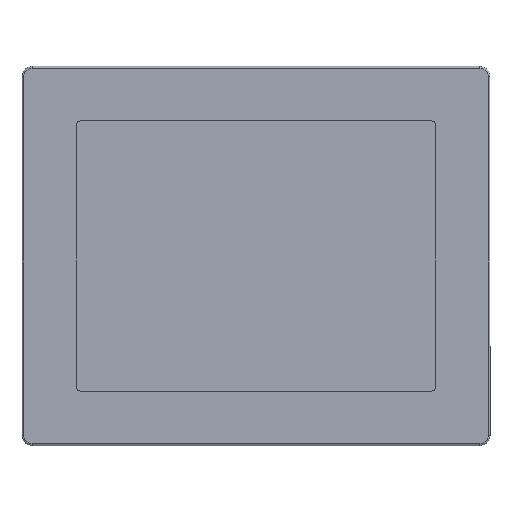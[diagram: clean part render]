
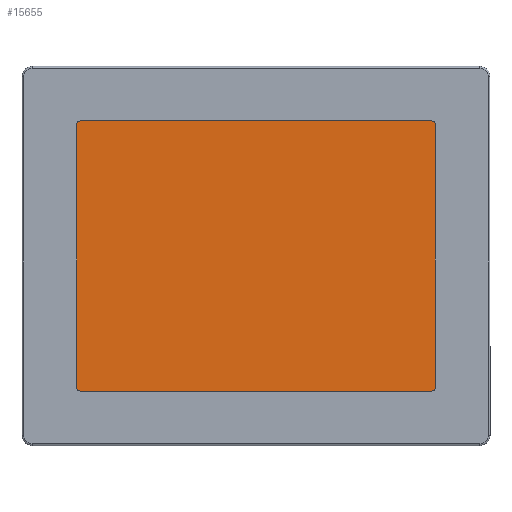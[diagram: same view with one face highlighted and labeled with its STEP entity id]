
A CAD part, top view. The second image highlights one B-rep face of the part: STEP entity #15655.
In plain terms, the highlighted planar face has unit normal (0, 0, 1).
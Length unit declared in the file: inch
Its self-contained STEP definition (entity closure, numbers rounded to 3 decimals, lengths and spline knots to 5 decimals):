
#795 = CARTESIAN_POINT ( 'NONE',  ( 5.9375, 4.5625, 0.141 ) ) ;
#2085 = DIRECTION ( 'NONE',  ( -1., 0., 0. ) ) ;
#2180 = ORIENTED_EDGE ( 'NONE', *, *, #33810, .T. ) ;
#3184 = CARTESIAN_POINT ( 'NONE',  ( 0., 0., 0.141 ) ) ;
#3216 = VECTOR ( 'NONE', #27103, 39.37008 ) ;
#3427 = VERTEX_POINT ( 'NONE', #19736 ) ;
#3583 = CARTESIAN_POINT ( 'NONE',  ( -6.0625, -4.4375, 0.141 ) ) ;
#3630 = EDGE_CURVE ( 'NONE', #28346, #11622, #18501, .T. ) ;
#3646 = CIRCLE ( 'NONE', #4756, 0.125 ) ;
#3675 = DIRECTION ( 'NONE',  ( 0., 1., 0. ) ) ;
#3912 = DIRECTION ( 'NONE',  ( 1., 0., 0. ) ) ;
#4485 = DIRECTION ( 'NONE',  ( 1., 0., 0. ) ) ;
#4756 = AXIS2_PLACEMENT_3D ( 'NONE', #18699, #18578, #11029 ) ;
#5428 = EDGE_CURVE ( 'NONE', #22358, #28346, #32808, .T. ) ;
#7544 = CIRCLE ( 'NONE', #25916, 0.125 ) ;
#8527 = CARTESIAN_POINT ( 'NONE',  ( -6.0625, 4.4375, 0.141 ) ) ;
#8761 = ORIENTED_EDGE ( 'NONE', *, *, #5428, .T. ) ;
#9962 = FACE_OUTER_BOUND ( 'NONE', #34909, .T. ) ;
#11021 = ORIENTED_EDGE ( 'NONE', *, *, #22270, .T. ) ;
#11029 = DIRECTION ( 'NONE',  ( 1., 0., 0. ) ) ;
#11622 = VERTEX_POINT ( 'NONE', #12144 ) ;
#11751 = VERTEX_POINT ( 'NONE', #16669 ) ;
#12144 = CARTESIAN_POINT ( 'NONE',  ( -5.9375, -4.5625, 0.141 ) ) ;
#12566 = ORIENTED_EDGE ( 'NONE', *, *, #3630, .T. ) ;
#12731 = CARTESIAN_POINT ( 'NONE',  ( 6.0625, -4.5625, 0.141 ) ) ;
#13195 = EDGE_CURVE ( 'NONE', #11622, #22511, #31042, .T. ) ;
#14317 = AXIS2_PLACEMENT_3D ( 'NONE', #28558, #26073, #31292 ) ;
#15655 = ADVANCED_FACE ( 'NONE', ( #9962 ), #32836, .T. ) ;
#15849 = AXIS2_PLACEMENT_3D ( 'NONE', #3184, #17083, #16736 ) ;
#16669 = CARTESIAN_POINT ( 'NONE',  ( 6.0625, 4.4375, 0.141 ) ) ;
#16736 = DIRECTION ( 'NONE',  ( 1., 0., 0. ) ) ;
#17083 = DIRECTION ( 'NONE',  ( 0., 0., 1. ) ) ;
#18162 = ORIENTED_EDGE ( 'NONE', *, *, #27375, .T. ) ;
#18501 = CIRCLE ( 'NONE', #26224, 0.125 ) ;
#18578 = DIRECTION ( 'NONE',  ( 0., 0., 1. ) ) ;
#18699 = CARTESIAN_POINT ( 'NONE',  ( 5.9375, -4.4375, 0.141 ) ) ;
#18844 = DIRECTION ( 'NONE',  ( 1., 0., 0. ) ) ;
#18902 = CIRCLE ( 'NONE', #14317, 0.125 ) ;
#19339 = EDGE_CURVE ( 'NONE', #3427, #22358, #7544, .T. ) ;
#19736 = CARTESIAN_POINT ( 'NONE',  ( -5.9375, 4.5625, 0.141 ) ) ;
#20862 = CARTESIAN_POINT ( 'NONE',  ( 6.0625, -4.4375, 0.141 ) ) ;
#22270 = EDGE_CURVE ( 'NONE', #22511, #27436, #3646, .T. ) ;
#22358 = VERTEX_POINT ( 'NONE', #8527 ) ;
#22511 = VERTEX_POINT ( 'NONE', #22835 ) ;
#22572 = CARTESIAN_POINT ( 'NONE',  ( -5.9375, -4.4375, 0.141 ) ) ;
#22835 = CARTESIAN_POINT ( 'NONE',  ( 5.9375, -4.5625, 0.141 ) ) ;
#23594 = CARTESIAN_POINT ( 'NONE',  ( 6.0625, 4.5625, 0.141 ) ) ;
#23814 = VECTOR ( 'NONE', #4485, 39.37008 ) ;
#24932 = VERTEX_POINT ( 'NONE', #795 ) ;
#24995 = LINE ( 'NONE', #25172, #33035 ) ;
#25172 = CARTESIAN_POINT ( 'NONE',  ( 6.0625, -4.5625, 0.141 ) ) ;
#25916 = AXIS2_PLACEMENT_3D ( 'NONE', #29884, #27000, #18844 ) ;
#26073 = DIRECTION ( 'NONE',  ( 0., 0., 1. ) ) ;
#26224 = AXIS2_PLACEMENT_3D ( 'NONE', #22572, #28366, #3912 ) ;
#27000 = DIRECTION ( 'NONE',  ( 0., 0., 1. ) ) ;
#27103 = DIRECTION ( 'NONE',  ( 0., -1., 0. ) ) ;
#27375 = EDGE_CURVE ( 'NONE', #24932, #3427, #33918, .T. ) ;
#27436 = VERTEX_POINT ( 'NONE', #20862 ) ;
#28346 = VERTEX_POINT ( 'NONE', #3583 ) ;
#28366 = DIRECTION ( 'NONE',  ( 0., 0., 1. ) ) ;
#28558 = CARTESIAN_POINT ( 'NONE',  ( 5.9375, 4.4375, 0.141 ) ) ;
#29381 = CARTESIAN_POINT ( 'NONE',  ( -6.0625, -4.5625, 0.141 ) ) ;
#29884 = CARTESIAN_POINT ( 'NONE',  ( -5.9375, 4.4375, 0.141 ) ) ;
#30964 = VECTOR ( 'NONE', #2085, 39.37008 ) ;
#31042 = LINE ( 'NONE', #12731, #23814 ) ;
#31292 = DIRECTION ( 'NONE',  ( 1., 0., 0. ) ) ;
#31589 = ORIENTED_EDGE ( 'NONE', *, *, #19339, .T. ) ;
#31954 = EDGE_CURVE ( 'NONE', #27436, #11751, #24995, .T. ) ;
#32808 = LINE ( 'NONE', #29381, #3216 ) ;
#32836 = PLANE ( 'NONE',  #15849 ) ;
#33035 = VECTOR ( 'NONE', #3675, 39.37008 ) ;
#33304 = ORIENTED_EDGE ( 'NONE', *, *, #13195, .T. ) ;
#33810 = EDGE_CURVE ( 'NONE', #11751, #24932, #18902, .T. ) ;
#33898 = ORIENTED_EDGE ( 'NONE', *, *, #31954, .T. ) ;
#33918 = LINE ( 'NONE', #23594, #30964 ) ;
#34909 = EDGE_LOOP ( 'NONE', ( #8761, #12566, #33304, #11021, #33898, #2180, #18162, #31589 ) ) ;
